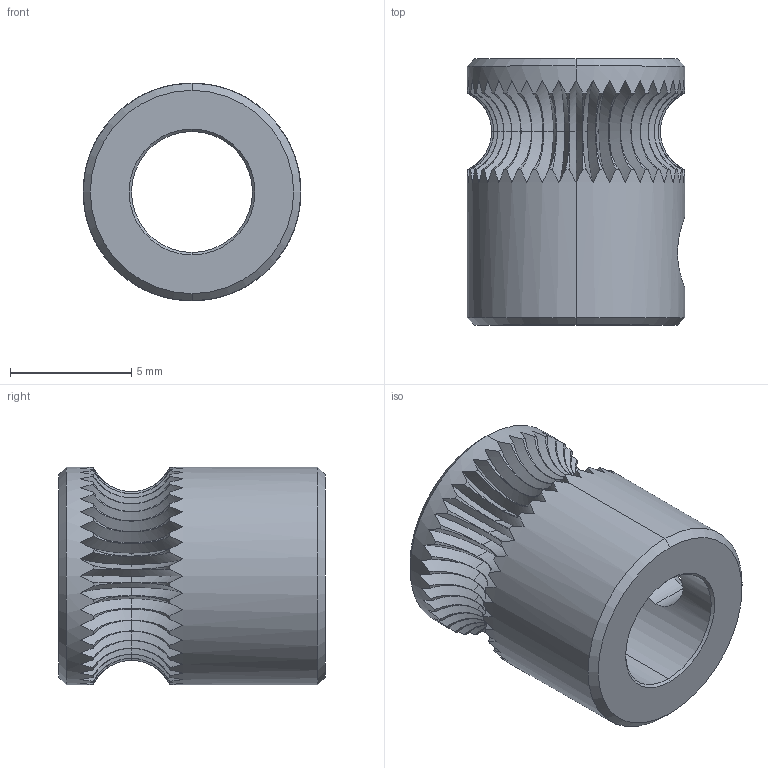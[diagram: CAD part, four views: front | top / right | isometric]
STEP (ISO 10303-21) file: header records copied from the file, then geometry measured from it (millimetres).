
FILE_DESCRIPTION (( 'STEP AP214' ), '1' );
FILE_NAME ('MK8 - íàðåçêà.STEP', '2023-02-25T10:31:47', ( '' ), ( '' ), 'SwSTEP 2.0', 'SolidWorks 2022', '' );
FILE_SCHEMA (( 'AUTOMOTIVE_DESIGN' ));
Length unit declared in the file: millimetre
Products named in the file (1): MK8 - нарезка
Bounding box: 9 x 11 x 9 mm (x, y, z)
Volume: 388.8 mm3; surface area: 678.3 mm2
Topology: 1 solids, 1 shells, 220 faces, 602 edges, 384 vertices
Faces by surface type: cone 128, torus 80, cylinder 8, bspline 2, plane 2
Entity records: 9511 total; most frequent: CARTESIAN_POINT 4354, ORIENTED_EDGE 1204, DIRECTION 926, EDGE_CURVE 602, AXIS2_PLACEMENT_3D 435, VERTEX_POINT 384, B_SPLINE_CURVE_WITH_KNOTS 330, EDGE_LOOP 224
